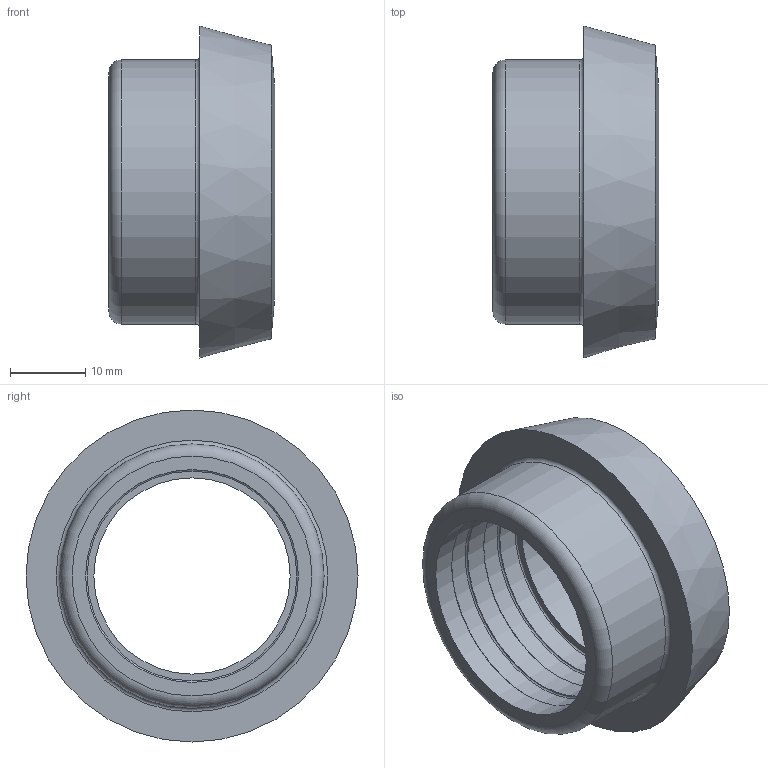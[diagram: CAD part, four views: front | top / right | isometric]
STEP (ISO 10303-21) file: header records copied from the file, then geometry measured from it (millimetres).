
FILE_DESCRIPTION(/* description */ ('Hrdlo kuželové KH pro zaválcování'),/* implementation_level */ '2;1');
FILE_NAME(/* name */ '20114025000.stp',/* time_stamp */ '2016-01-11T08:51:20+01:00',/* author */ ('Struska'),/* organization */ ('Bupospol'),/* preprocessor_version */ 'ST-DEVELOPER v15.6',/* originating_system */ 'Autodesk Inventor 2015',/* authorisation */ '');
FILE_SCHEMA (('CONFIG_CONTROL_DESIGN'));
Length unit declared in the file: millimetre
Products named in the file (1): 20114025000
Bounding box: 22 x 44 x 44 mm (x, y, z)
Volume: 11512 mm3; surface area: 6128.9 mm2
Topology: 1 solids, 1 shells, 24 faces, 40 edges, 24 vertices
Faces by surface type: plane 8, torus 7, cylinder 7, cone 2
Full cylindrical faces by diameter (mm): 26 x1, 28.2 x3, 28.8 x2, 35 x1
Entity records: 543 total; most frequent: DIRECTION 98, CARTESIAN_POINT 73, AXIS2_PLACEMENT_3D 49, EDGE_LOOP 48, ORIENTED_EDGE 48, STYLED_ITEM 25, FACE_BOUND 24, FACE_OUTER_BOUND 24
